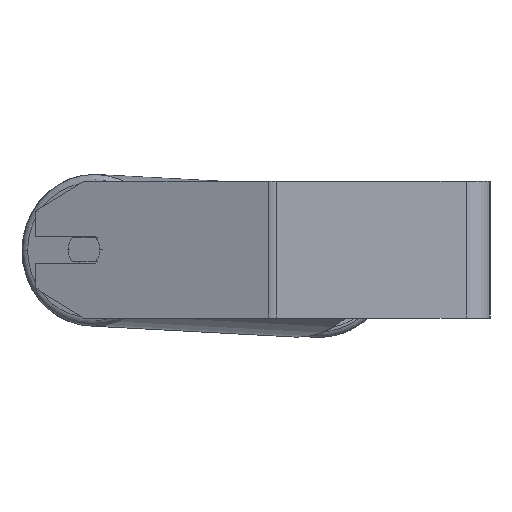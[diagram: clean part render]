
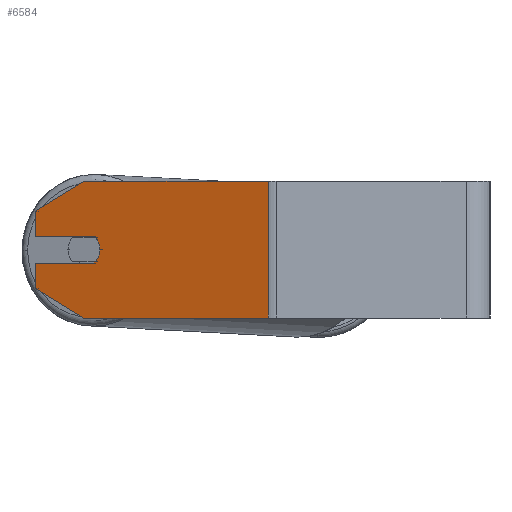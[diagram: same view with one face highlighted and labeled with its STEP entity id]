
A CAD part, left-side view. The second image highlights one B-rep face of the part: STEP entity #6584.
In plain terms, the highlighted planar face has unit normal (-0.94, 0.342, 0).
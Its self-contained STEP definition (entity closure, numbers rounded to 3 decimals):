
#87 = LINE ( 'NONE', #2805, #4088 ) ;
#133 = CARTESIAN_POINT ( 'NONE',  ( -564.866, 237.985, 0. ) ) ;
#192 = EDGE_LOOP ( 'NONE', ( #2091, #3007, #863, #2249, #6454, #1810, #1248, #4229, #6355, #3478, #2479 ) ) ;
#417 = DIRECTION ( 'NONE',  ( -0.342, -0.94, 0. ) ) ;
#470 = DIRECTION ( 'NONE',  ( 0.94, -0.342, 0. ) ) ;
#671 = LINE ( 'NONE', #8141, #6835 ) ;
#747 = VERTEX_POINT ( 'NONE', #4712 ) ;
#773 = VERTEX_POINT ( 'NONE', #6126 ) ;
#780 = LINE ( 'NONE', #6254, #3126 ) ;
#792 = DIRECTION ( 'NONE',  ( -0.342, -0.94, 0. ) ) ;
#818 = VERTEX_POINT ( 'NONE', #5424 ) ;
#863 = ORIENTED_EDGE ( 'NONE', *, *, #1518, .T. ) ;
#967 = CARTESIAN_POINT ( 'NONE',  ( -564.866, 237.985, -40. ) ) ;
#1013 = CARTESIAN_POINT ( 'NONE',  ( -604.156, 130.038, 40. ) ) ;
#1035 = VERTEX_POINT ( 'NONE', #1794 ) ;
#1248 = ORIENTED_EDGE ( 'NONE', *, *, #4429, .F. ) ;
#1325 = VERTEX_POINT ( 'NONE', #5003 ) ;
#1487 = DIRECTION ( 'NONE',  ( 0.342, 0.94, 0. ) ) ;
#1518 = EDGE_CURVE ( 'NONE', #7845, #747, #671, .T. ) ;
#1625 = VECTOR ( 'NONE', #1949, 1000. ) ;
#1794 = CARTESIAN_POINT ( 'NONE',  ( -604.156, 130.038, 40. ) ) ;
#1810 = ORIENTED_EDGE ( 'NONE', *, *, #2444, .F. ) ;
#1852 = EDGE_CURVE ( 'NONE', #7845, #8333, #7420, .T. ) ;
#1949 = DIRECTION ( 'NONE',  ( -0.342, -0.94, 0. ) ) ;
#2091 = ORIENTED_EDGE ( 'NONE', *, *, #4652, .F. ) ;
#2249 = ORIENTED_EDGE ( 'NONE', *, *, #5121, .T. ) ;
#2349 = CARTESIAN_POINT ( 'NONE',  ( -564.866, 237.985, 0. ) ) ;
#2444 = EDGE_CURVE ( 'NONE', #1035, #4897, #3202, .T. ) ;
#2479 = ORIENTED_EDGE ( 'NONE', *, *, #6373, .F. ) ;
#2590 = AXIS2_PLACEMENT_3D ( 'NONE', #133, #2856, #2949 ) ;
#2671 = VERTEX_POINT ( 'NONE', #5946 ) ;
#2676 = VECTOR ( 'NONE', #5992, 1000. ) ;
#2805 = CARTESIAN_POINT ( 'NONE',  ( -554.605, 266.176, 40. ) ) ;
#2853 = VECTOR ( 'NONE', #5028, 1000. ) ;
#2856 = DIRECTION ( 'NONE',  ( -0.94, 0.342, 0. ) ) ;
#2949 = DIRECTION ( 'NONE',  ( -0.342, -0.94, 0. ) ) ;
#2978 = CIRCLE ( 'NONE', #7897, 10. ) ;
#3007 = ORIENTED_EDGE ( 'NONE', *, *, #1852, .F. ) ;
#3126 = VECTOR ( 'NONE', #1487, 1000. ) ;
#3190 = DIRECTION ( 'NONE',  ( 0.342, 0.94, 0. ) ) ;
#3202 = LINE ( 'NONE', #1013, #3211 ) ;
#3211 = VECTOR ( 'NONE', #6499, 1000. ) ;
#3478 = ORIENTED_EDGE ( 'NONE', *, *, #6755, .F. ) ;
#3487 = CARTESIAN_POINT ( 'NONE',  ( -566.918, 232.347, -8. ) ) ;
#3978 = LINE ( 'NONE', #6042, #2676 ) ;
#4088 = VECTOR ( 'NONE', #6191, 1000. ) ;
#4229 = ORIENTED_EDGE ( 'NONE', *, *, #8044, .T. ) ;
#4368 = CARTESIAN_POINT ( 'NONE',  ( -554.605, 266.176, 22.679 ) ) ;
#4429 = EDGE_CURVE ( 'NONE', #773, #1035, #6387, .T. ) ;
#4637 = CARTESIAN_POINT ( 'NONE',  ( -566.918, 232.347, -8. ) ) ;
#4652 = EDGE_CURVE ( 'NONE', #8333, #2671, #7369, .T. ) ;
#4712 = CARTESIAN_POINT ( 'NONE',  ( -554.605, 266.176, -22.679 ) ) ;
#4850 = LINE ( 'NONE', #4368, #2853 ) ;
#4897 = VERTEX_POINT ( 'NONE', #5181 ) ;
#5003 = CARTESIAN_POINT ( 'NONE',  ( -564.866, 237.985, -40. ) ) ;
#5025 = CARTESIAN_POINT ( 'NONE',  ( -554.605, 266.176, 40. ) ) ;
#5028 = DIRECTION ( 'NONE',  ( 0.296, 0.814, -0.5 ) ) ;
#5062 = VECTOR ( 'NONE', #5564, 1000. ) ;
#5121 = EDGE_CURVE ( 'NONE', #747, #1325, #6313, .T. ) ;
#5181 = CARTESIAN_POINT ( 'NONE',  ( -604.156, 130.038, -40. ) ) ;
#5424 = CARTESIAN_POINT ( 'NONE',  ( -554.605, 266.176, 22.679 ) ) ;
#5564 = DIRECTION ( 'NONE',  ( -0.296, -0.814, -0.5 ) ) ;
#5641 = CARTESIAN_POINT ( 'NONE',  ( -554.605, 266.176, 8. ) ) ;
#5741 = EDGE_CURVE ( 'NONE', #1325, #4897, #3978, .T. ) ;
#5810 = EDGE_CURVE ( 'NONE', #818, #7985, #87, .T. ) ;
#5946 = CARTESIAN_POINT ( 'NONE',  ( -568.286, 228.588, 0. ) ) ;
#5992 = DIRECTION ( 'NONE',  ( -0.342, -0.94, 0. ) ) ;
#6024 = VECTOR ( 'NONE', #417, 1000. ) ;
#6042 = CARTESIAN_POINT ( 'NONE',  ( -554.605, 266.176, -40. ) ) ;
#6126 = CARTESIAN_POINT ( 'NONE',  ( -564.866, 237.985, 40. ) ) ;
#6185 = CARTESIAN_POINT ( 'NONE',  ( -566.918, 232.347, 8. ) ) ;
#6191 = DIRECTION ( 'NONE',  ( 0., 0., -1. ) ) ;
#6254 = CARTESIAN_POINT ( 'NONE',  ( -566.918, 232.347, 8. ) ) ;
#6313 = LINE ( 'NONE', #967, #5062 ) ;
#6355 = ORIENTED_EDGE ( 'NONE', *, *, #5810, .T. ) ;
#6373 = EDGE_CURVE ( 'NONE', #2671, #8555, #2978, .T. ) ;
#6387 = LINE ( 'NONE', #5025, #6024 ) ;
#6454 = ORIENTED_EDGE ( 'NONE', *, *, #5741, .T. ) ;
#6499 = DIRECTION ( 'NONE',  ( 0., 0., -1. ) ) ;
#6530 = CARTESIAN_POINT ( 'NONE',  ( -554.605, 266.176, 40. ) ) ;
#6533 = CARTESIAN_POINT ( 'NONE',  ( -554.605, 266.176, -8. ) ) ;
#6584 = ADVANCED_FACE ( 'NONE', ( #7147 ), #7862, .F. ) ;
#6755 = EDGE_CURVE ( 'NONE', #8555, #7985, #780, .T. ) ;
#6835 = VECTOR ( 'NONE', #7338, 1000. ) ;
#7044 = AXIS2_PLACEMENT_3D ( 'NONE', #6530, #470, #3190 ) ;
#7147 = FACE_OUTER_BOUND ( 'NONE', #192, .T. ) ;
#7338 = DIRECTION ( 'NONE',  ( 0., 0., -1. ) ) ;
#7369 = CIRCLE ( 'NONE', #2590, 10. ) ;
#7420 = LINE ( 'NONE', #4637, #1625 ) ;
#7733 = DIRECTION ( 'NONE',  ( -0.94, 0.342, 0. ) ) ;
#7845 = VERTEX_POINT ( 'NONE', #6533 ) ;
#7862 = PLANE ( 'NONE',  #7044 ) ;
#7897 = AXIS2_PLACEMENT_3D ( 'NONE', #2349, #7733, #792 ) ;
#7985 = VERTEX_POINT ( 'NONE', #5641 ) ;
#8044 = EDGE_CURVE ( 'NONE', #773, #818, #4850, .T. ) ;
#8141 = CARTESIAN_POINT ( 'NONE',  ( -554.605, 266.176, 40. ) ) ;
#8333 = VERTEX_POINT ( 'NONE', #3487 ) ;
#8555 = VERTEX_POINT ( 'NONE', #6185 ) ;
